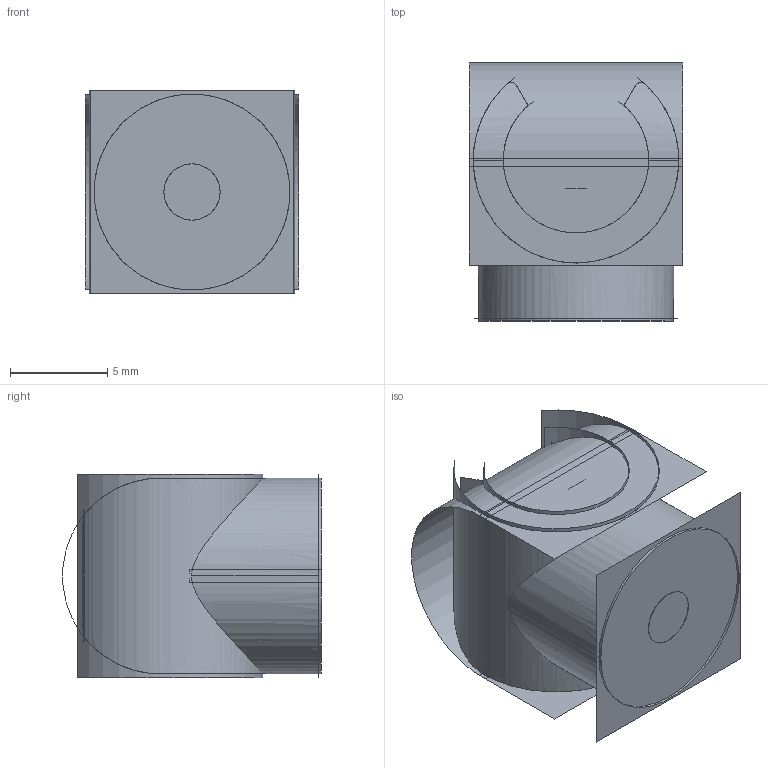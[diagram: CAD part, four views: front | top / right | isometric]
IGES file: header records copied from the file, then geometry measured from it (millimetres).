
Start section:  PTC IGES file: 222645.igs
Global section: file name: 222645.igs; native system: Creo Parametric by PTC Inc.; preprocessor: 2019292; author: PDMAdmin; organization: Unknown; date: 20220405.095222; units: millimetre
Bounding box: 11.02 x 13.31 x 10.51 mm (x, y, z)
Volume: 539.6 mm3; surface area: 4201.4 mm2
Topology: 1 solids, 1 shells, 46 faces, 238 edges, 308 vertices
Faces by surface type: revolution 34, bspline 12
